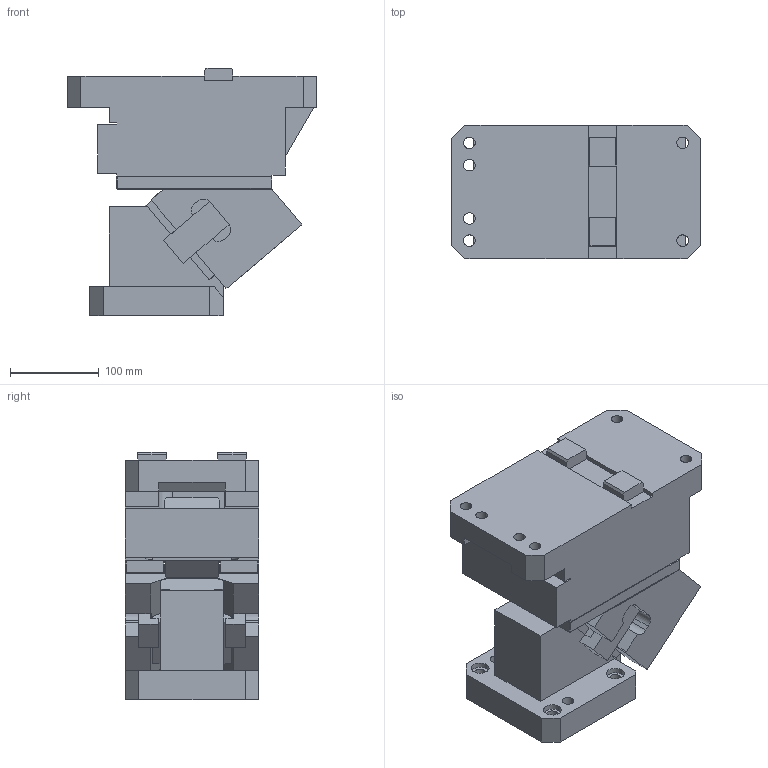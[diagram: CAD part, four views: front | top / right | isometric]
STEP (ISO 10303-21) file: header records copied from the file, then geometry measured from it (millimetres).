
FILE_DESCRIPTION(('CATIA V5 STEP Exchange'),'2;1');
FILE_NAME('CACC_150_50.stp','2015-04-21T14:33:43+00:00',('none'),('none'),'CATIA Version 5 Release 19 SP 2 (IN-10)','CATIA V5 STEP AP203','none');
FILE_SCHEMA(('CONFIG_CONTROL_DESIGN'));
Length unit declared in the file: millimetre
Products named in the file (1): CACC_150_50
Bounding box: 280 x 150 x 279 mm (x, y, z)
Volume: 6240177.7 mm3; surface area: 518543.5 mm2
Topology: 3 solids, 5 shells, 335 faces, 952 edges, 636 vertices
Faces by surface type: plane 256, cylinder 77, cone 2
Entity records: 11301 total; most frequent: CARTESIAN_POINT 2941, ORIENTED_EDGE 1900, DIRECTION 1394, EDGE_CURVE 950, VECTOR 786, LINE 786, VERTEX_POINT 636, EDGE_LOOP 372
